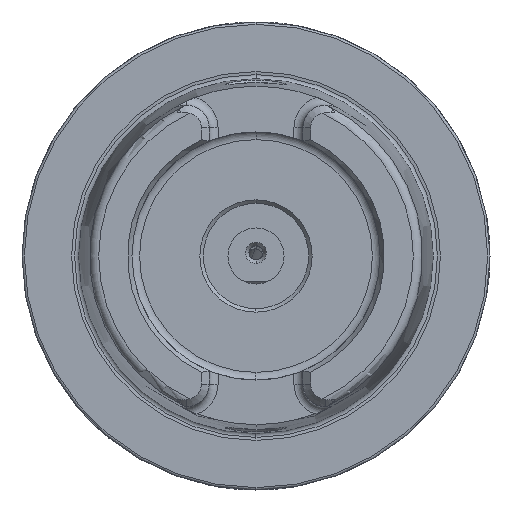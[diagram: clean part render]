
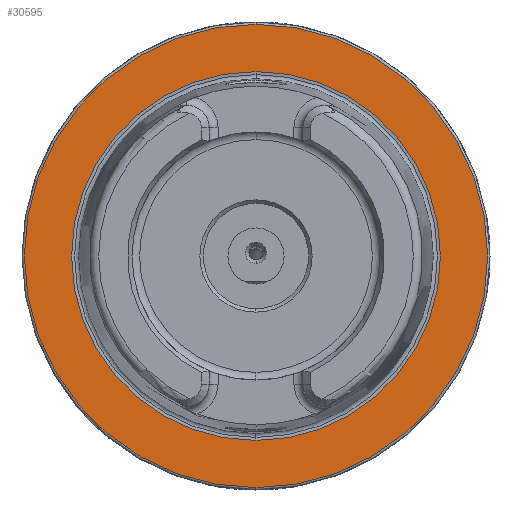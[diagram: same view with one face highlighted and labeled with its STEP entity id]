
A CAD part, left-side view. The second image highlights one B-rep face of the part: STEP entity #30595.
In plain terms, the highlighted planar face has unit normal (-1, 0, 0).
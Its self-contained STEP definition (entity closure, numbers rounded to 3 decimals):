
#1051 = ORIENTED_EDGE ( 'NONE', *, *, #27064, .T. ) ;
#1551 = ORIENTED_EDGE ( 'NONE', *, *, #39915, .T. ) ;
#1998 = CIRCLE ( 'NONE', #30526, 49.5 ) ;
#4461 = CARTESIAN_POINT ( 'NONE',  ( 0., 0., 49.5 ) ) ;
#4479 = DIRECTION ( 'NONE',  ( 0., 0., 1. ) ) ;
#6014 = CIRCLE ( 'NONE', #29247, 49.5 ) ;
#6418 = DIRECTION ( 'NONE',  ( -1., 0., 0. ) ) ;
#6626 = DIRECTION ( 'NONE',  ( 0., 0., 1. ) ) ;
#7875 = EDGE_CURVE ( 'NONE', #19449, #12933, #35183, .T. ) ;
#8255 = FACE_BOUND ( 'NONE', #13371, .T. ) ;
#8454 = FACE_OUTER_BOUND ( 'NONE', #25659, .T. ) ;
#8537 = DIRECTION ( 'NONE',  ( 0., 0., 1. ) ) ;
#11756 = PLANE ( 'NONE',  #33251 ) ;
#12933 = VERTEX_POINT ( 'NONE', #24942 ) ;
#13371 = EDGE_LOOP ( 'NONE', ( #36710, #14608 ) ) ;
#13485 = CARTESIAN_POINT ( 'NONE',  ( 0., 0., 0. ) ) ;
#14507 = VERTEX_POINT ( 'NONE', #18092 ) ;
#14608 = ORIENTED_EDGE ( 'NONE', *, *, #34694, .F. ) ;
#15917 = CARTESIAN_POINT ( 'NONE',  ( 0., 0., 39.405 ) ) ;
#17819 = CARTESIAN_POINT ( 'NONE',  ( 0., 49.5, 0. ) ) ;
#18092 = CARTESIAN_POINT ( 'NONE',  ( 0., 0., -49.5 ) ) ;
#18437 = DIRECTION ( 'NONE',  ( 1., 0., 0. ) ) ;
#18457 = CARTESIAN_POINT ( 'NONE',  ( 0., 0., 0. ) ) ;
#19449 = VERTEX_POINT ( 'NONE', #15917 ) ;
#19752 = DIRECTION ( 'NONE',  ( 0., 0., 1. ) ) ;
#19932 = AXIS2_PLACEMENT_3D ( 'NONE', #18457, #6418, #6626 ) ;
#21416 = DIRECTION ( 'NONE',  ( -1., 0., 0. ) ) ;
#22998 = AXIS2_PLACEMENT_3D ( 'NONE', #28803, #29825, #4479 ) ;
#23464 = DIRECTION ( 'NONE',  ( -1., 0., 0. ) ) ;
#24942 = CARTESIAN_POINT ( 'NONE',  ( 0., 0., -39.405 ) ) ;
#25659 = EDGE_LOOP ( 'NONE', ( #1551, #1051 ) ) ;
#27064 = EDGE_CURVE ( 'NONE', #14507, #36674, #1998, .T. ) ;
#27779 = DIRECTION ( 'NONE',  ( 0., 0., -1. ) ) ;
#28803 = CARTESIAN_POINT ( 'NONE',  ( 0., 0., 0. ) ) ;
#29247 = AXIS2_PLACEMENT_3D ( 'NONE', #13485, #23464, #19752 ) ;
#29825 = DIRECTION ( 'NONE',  ( -1., 0., 0. ) ) ;
#30526 = AXIS2_PLACEMENT_3D ( 'NONE', #34292, #21416, #8537 ) ;
#30595 = ADVANCED_FACE ( 'NONE', ( #8255, #8454 ), #11756, .F. ) ;
#33251 = AXIS2_PLACEMENT_3D ( 'NONE', #17819, #18437, #27779 ) ;
#34292 = CARTESIAN_POINT ( 'NONE',  ( 0., 0., 0. ) ) ;
#34694 = EDGE_CURVE ( 'NONE', #12933, #19449, #35611, .T. ) ;
#35183 = CIRCLE ( 'NONE', #19932, 39.405 ) ;
#35611 = CIRCLE ( 'NONE', #22998, 39.405 ) ;
#36674 = VERTEX_POINT ( 'NONE', #4461 ) ;
#36710 = ORIENTED_EDGE ( 'NONE', *, *, #7875, .F. ) ;
#39915 = EDGE_CURVE ( 'NONE', #36674, #14507, #6014, .T. ) ;
